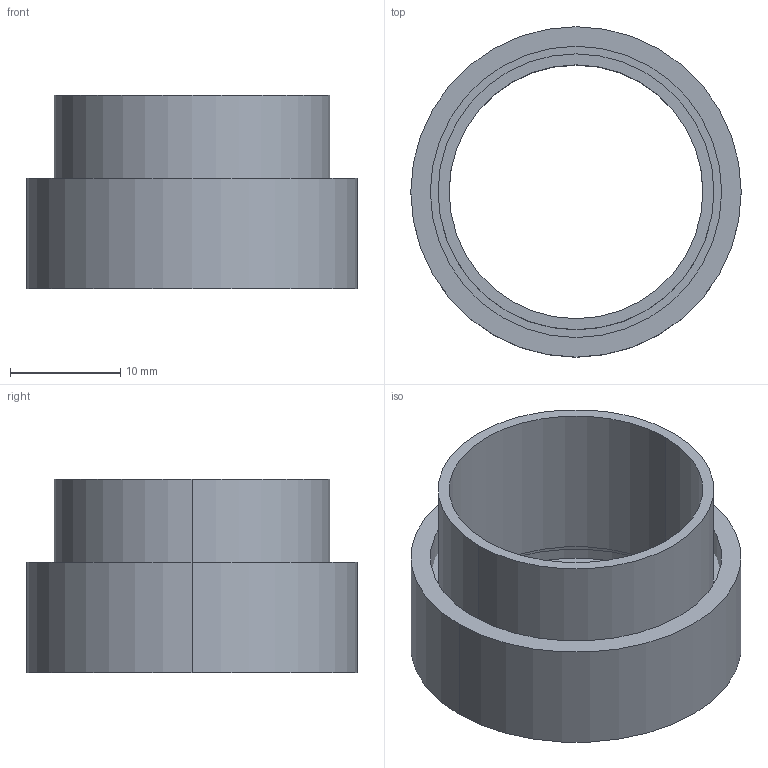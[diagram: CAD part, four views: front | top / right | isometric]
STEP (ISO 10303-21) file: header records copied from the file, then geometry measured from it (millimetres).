
FILE_DESCRIPTION (( 'STEP AP203' ), '1' );
FILE_NAME ('85678.step', '2011-12-20T18:32:22', ( '' ), ( '' ), 'SwSTEP 2.0', 'SolidWorks 2011', '' );
FILE_SCHEMA (( 'CONFIG_CONTROL_DESIGN' ));
Length unit declared in the file: millimetre
Products named in the file (1): 85678
Bounding box: 29.95 x 29.95 x 17.5 mm (x, y, z)
Volume: 3346 mm3; surface area: 5150.8 mm2
Topology: 2 solids, 2 shells, 31 faces, 62 edges, 40 vertices
Faces by surface type: cylinder 18, plane 9, cone 4
Entity records: 907 total; most frequent: DIRECTION 166, CARTESIAN_POINT 134, ORIENTED_EDGE 124, AXIS2_PLACEMENT_3D 72, EDGE_CURVE 62, CIRCLE 40, VERTEX_POINT 40, EDGE_LOOP 40
